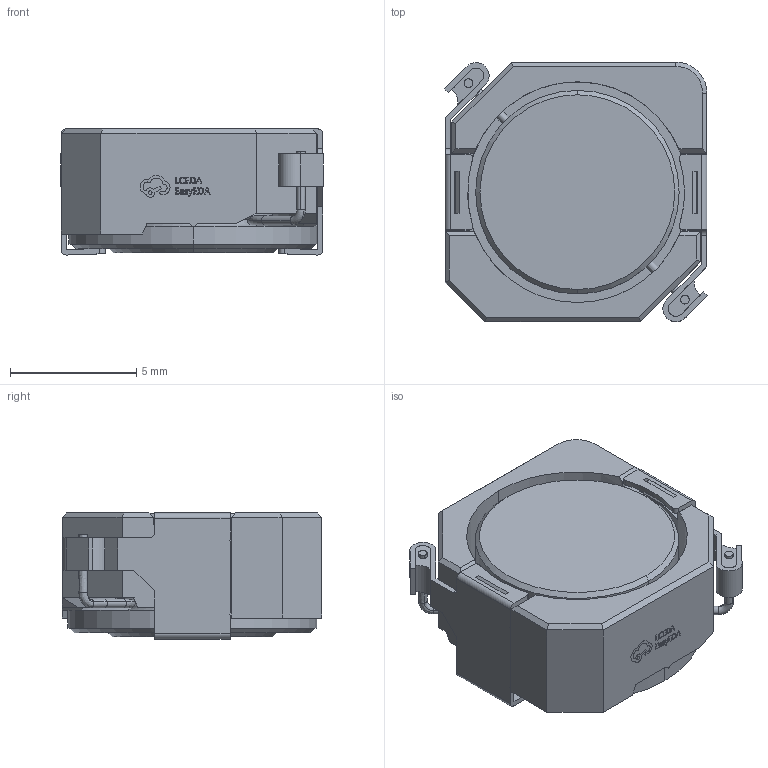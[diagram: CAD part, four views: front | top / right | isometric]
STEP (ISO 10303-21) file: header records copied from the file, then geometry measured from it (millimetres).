
FILE_DESCRIPTION (( 'STEP AP214' ), '1' );
FILE_NAME ('IND-SMD_L10.4-W10.3-H5.0.step', '2025-12-03T02:20:45', ( '' ), ( '' ), 'SwSTEP 2.0', 'SolidWorks 2021', '' );
FILE_SCHEMA (( 'AUTOMOTIVE_DESIGN' ));
Length unit declared in the file: millimetre
Products named in the file (1): IND-SMD_L10.4-W10.3-H5.0
Bounding box: 10.42 x 10.3 x 5 mm (x, y, z)
Volume: 339.7 mm3; surface area: 1018.9 mm2
Topology: 7 solids, 7 shells, 467 faces, 1256 edges, 826 vertices
Faces by surface type: plane 281, bspline 116, cylinder 53, torus 10, cone 7
Entity records: 23476 total; most frequent: CARTESIAN_POINT 7301, ORIENTED_EDGE 2512, DIRECTION 1862, EDGE_CURVE 1256, VECTOR 838, LINE 838, VERTEX_POINT 826, AXIS2_PLACEMENT_3D 512
